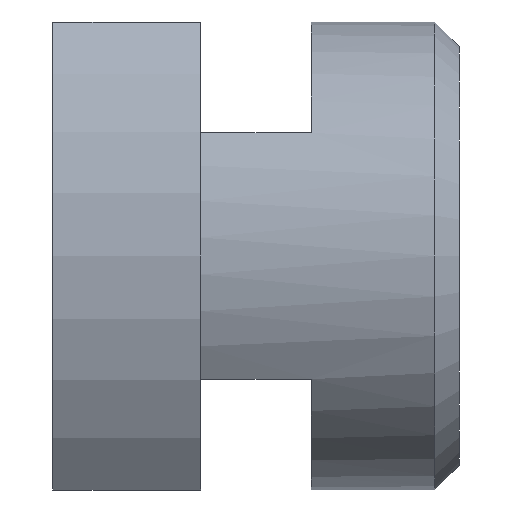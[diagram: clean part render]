
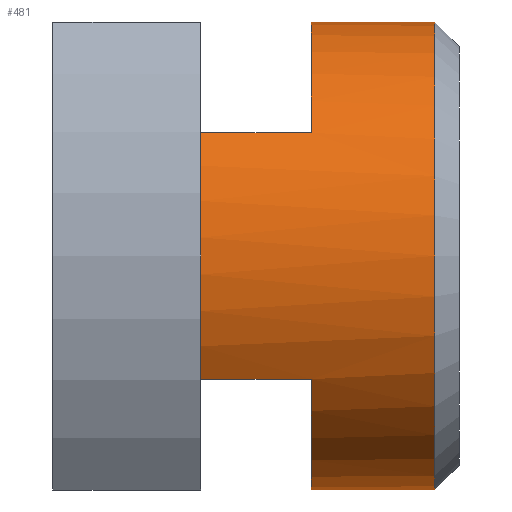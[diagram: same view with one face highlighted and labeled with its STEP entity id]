
A CAD part, left-side view. The second image highlights one B-rep face of the part: STEP entity #481.
In plain terms, the highlighted cylindrical face has radius 9.5 mm (diameter 19 mm), a partial arc.
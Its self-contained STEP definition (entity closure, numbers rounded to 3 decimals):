
#21 = EDGE_CURVE ( 'NONE', #556, #456, #185, .T. ) ;
#29 = CIRCLE ( 'NONE', #576, 9.5 ) ;
#31 = CARTESIAN_POINT ( 'NONE',  ( -8.078, -4.5, 5. ) ) ;
#36 = AXIS2_PLACEMENT_3D ( 'NONE', #515, #251, #371 ) ;
#52 = ORIENTED_EDGE ( 'NONE', *, *, #202, .T. ) ;
#57 = CIRCLE ( 'NONE', #119, 9.5 ) ;
#67 = ORIENTED_EDGE ( 'NONE', *, *, #344, .T. ) ;
#82 = CARTESIAN_POINT ( 'NONE',  ( 0., -4.5, -9.5 ) ) ;
#83 = VERTEX_POINT ( 'NONE', #327 ) ;
#101 = CIRCLE ( 'NONE', #330, 9.5 ) ;
#119 = AXIS2_PLACEMENT_3D ( 'NONE', #289, #462, #506 ) ;
#133 = EDGE_CURVE ( 'NONE', #504, #456, #314, .T. ) ;
#141 = CARTESIAN_POINT ( 'NONE',  ( -8.078, 0., -5. ) ) ;
#142 = DIRECTION ( 'NONE',  ( 0., 1., 0. ) ) ;
#144 = CARTESIAN_POINT ( 'NONE',  ( 0., -4.5, 0. ) ) ;
#145 = ORIENTED_EDGE ( 'NONE', *, *, #561, .T. ) ;
#162 = ORIENTED_EDGE ( 'NONE', *, *, #536, .T. ) ;
#171 = VERTEX_POINT ( 'NONE', #554 ) ;
#185 = LINE ( 'NONE', #359, #292 ) ;
#189 = CYLINDRICAL_SURFACE ( 'NONE', #471, 9.5 ) ;
#196 = LINE ( 'NONE', #31, #538 ) ;
#202 = EDGE_CURVE ( 'NONE', #556, #570, #29, .T. ) ;
#210 = CARTESIAN_POINT ( 'NONE',  ( -8.078, -4.5, 5. ) ) ;
#217 = CARTESIAN_POINT ( 'NONE',  ( 0., -4.5, 9.5 ) ) ;
#220 = ORIENTED_EDGE ( 'NONE', *, *, #21, .F. ) ;
#230 = DIRECTION ( 'NONE',  ( 0., 0., -1. ) ) ;
#232 = FACE_OUTER_BOUND ( 'NONE', #574, .T. ) ;
#236 = VERTEX_POINT ( 'NONE', #210 ) ;
#251 = DIRECTION ( 'NONE',  ( 0., -1., 0. ) ) ;
#262 = LINE ( 'NONE', #82, #539 ) ;
#271 = CARTESIAN_POINT ( 'NONE',  ( -8.078, 0., 5. ) ) ;
#289 = CARTESIAN_POINT ( 'NONE',  ( 0., -9.5, 0. ) ) ;
#292 = VECTOR ( 'NONE', #142, 1000. ) ;
#314 = CIRCLE ( 'NONE', #36, 9.5 ) ;
#327 = CARTESIAN_POINT ( 'NONE',  ( 0., -9.5, 9.5 ) ) ;
#328 = EDGE_CURVE ( 'NONE', #171, #570, #262, .T. ) ;
#330 = AXIS2_PLACEMENT_3D ( 'NONE', #144, #366, #230 ) ;
#333 = CARTESIAN_POINT ( 'NONE',  ( 0., -4.5, -9.5 ) ) ;
#344 = EDGE_CURVE ( 'NONE', #83, #477, #395, .T. ) ;
#353 = CARTESIAN_POINT ( 'NONE',  ( 0., -4.5, 0. ) ) ;
#359 = CARTESIAN_POINT ( 'NONE',  ( -8.078, -4.5, -5. ) ) ;
#363 = DIRECTION ( 'NONE',  ( 0., 1., 0. ) ) ;
#366 = DIRECTION ( 'NONE',  ( 0., -1., 0. ) ) ;
#371 = DIRECTION ( 'NONE',  ( 0., 0., -1. ) ) ;
#395 = LINE ( 'NONE', #217, #511 ) ;
#412 = ORIENTED_EDGE ( 'NONE', *, *, #328, .F. ) ;
#414 = ORIENTED_EDGE ( 'NONE', *, *, #133, .T. ) ;
#420 = CARTESIAN_POINT ( 'NONE',  ( -8.078, -4.5, -5. ) ) ;
#451 = EDGE_CURVE ( 'NONE', #477, #236, #101, .T. ) ;
#452 = CARTESIAN_POINT ( 'NONE',  ( 0., -4.5, 0. ) ) ;
#456 = VERTEX_POINT ( 'NONE', #141 ) ;
#462 = DIRECTION ( 'NONE',  ( 0., 1., 0. ) ) ;
#471 = AXIS2_PLACEMENT_3D ( 'NONE', #452, #363, #545 ) ;
#474 = DIRECTION ( 'NONE',  ( 0., -1., 0. ) ) ;
#477 = VERTEX_POINT ( 'NONE', #495 ) ;
#481 = ADVANCED_FACE ( 'NONE', ( #232 ), #189, .T. ) ;
#495 = CARTESIAN_POINT ( 'NONE',  ( 0., -4.5, 9.5 ) ) ;
#504 = VERTEX_POINT ( 'NONE', #271 ) ;
#506 = DIRECTION ( 'NONE',  ( 0., 0., -1. ) ) ;
#511 = VECTOR ( 'NONE', #573, 1000. ) ;
#515 = CARTESIAN_POINT ( 'NONE',  ( 0., 0., 0. ) ) ;
#527 = DIRECTION ( 'NONE',  ( 0., 0., -1. ) ) ;
#532 = ORIENTED_EDGE ( 'NONE', *, *, #451, .T. ) ;
#536 = EDGE_CURVE ( 'NONE', #236, #504, #196, .T. ) ;
#538 = VECTOR ( 'NONE', #550, 1000. ) ;
#539 = VECTOR ( 'NONE', #569, 1000. ) ;
#545 = DIRECTION ( 'NONE',  ( 0., 0., 1. ) ) ;
#550 = DIRECTION ( 'NONE',  ( 0., 1., 0. ) ) ;
#554 = CARTESIAN_POINT ( 'NONE',  ( 0., -9.5, -9.5 ) ) ;
#556 = VERTEX_POINT ( 'NONE', #420 ) ;
#561 = EDGE_CURVE ( 'NONE', #171, #83, #57, .T. ) ;
#569 = DIRECTION ( 'NONE',  ( 0., 1., 0. ) ) ;
#570 = VERTEX_POINT ( 'NONE', #333 ) ;
#573 = DIRECTION ( 'NONE',  ( 0., 1., 0. ) ) ;
#574 = EDGE_LOOP ( 'NONE', ( #412, #145, #67, #532, #162, #414, #220, #52 ) ) ;
#576 = AXIS2_PLACEMENT_3D ( 'NONE', #353, #474, #527 ) ;
